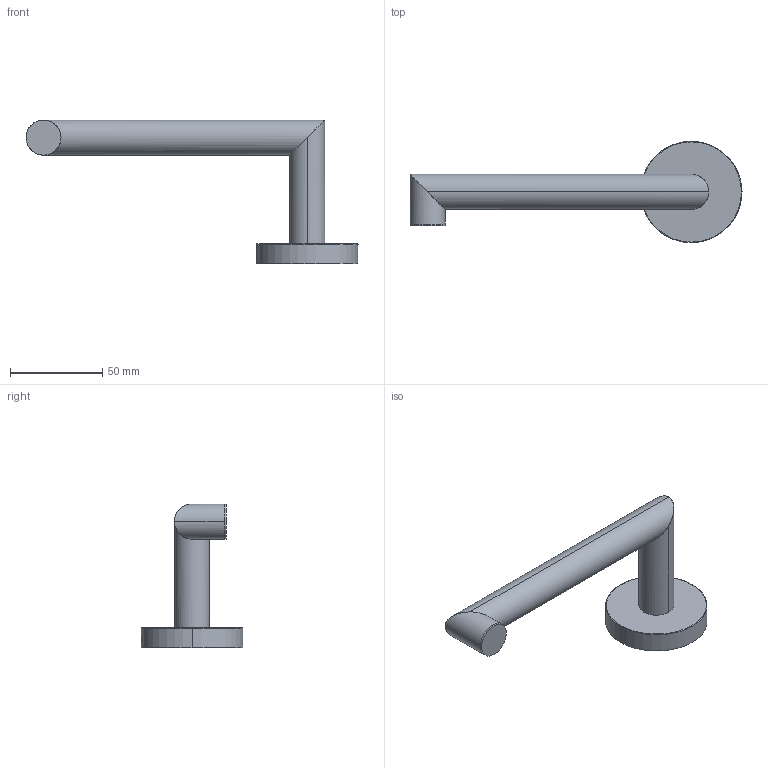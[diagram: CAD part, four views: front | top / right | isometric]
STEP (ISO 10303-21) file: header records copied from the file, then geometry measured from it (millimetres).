
FILE_DESCRIPTION((''),'2;1');
FILE_NAME('90307B_ASM','2024-03-11T',('Administrator'),(''),'PRO/ENGINEER BY PARAMETRIC TECHNOLOGY CORPORATION, 2010280','PRO/ENGINEER BY PARAMETRIC TECHNOLOGY CORPORATION, 2010280','');
FILE_SCHEMA(('CONFIG_CONTROL_DESIGN'));
Length unit declared in the file: millimetre
Products named in the file (11): MDC0289WBN; MZC0075WXX; MGC1085ZXX_AF0; MGC1086ZXX_AF0; MGC1087ZXX; MBC0100ZXX; MJA0589ZXX_AF0; AWC0131ZBN_ASM; BLC0039WXX; BLC0008WXX; 90307B_ASM
Assembly tree (11 placements, depth 3):
  90307B_ASM
    MDC0289WBN
    MZC0075WXX
    AWC0131ZBN_ASM
      MGC1085ZXX_AF0
      MGC1086ZXX_AF0
      MGC1087ZXX
      MBC0100ZXX
      MJA0589ZXX_AF0
    BLC0039WXX  x2
    BLC0008WXX
Bounding box: 180 x 55 x 78 mm (x, y, z)
Volume: 21528.4 mm3; surface area: 39365.1 mm2
Topology: 10 solids, 14 shells, 253 faces, 654 edges, 425 vertices
Faces by surface type: cylinder 121, plane 90, bspline 18, torus 10, cone 10, sphere 4
Entity records: 10384 total; most frequent: CARTESIAN_POINT 5400, ORIENTED_EDGE 1018, DIRECTION 928, EDGE_CURVE 515, AXIS2_PLACEMENT_3D 340, VERTEX_POINT 337, VECTOR 248, LINE 248
